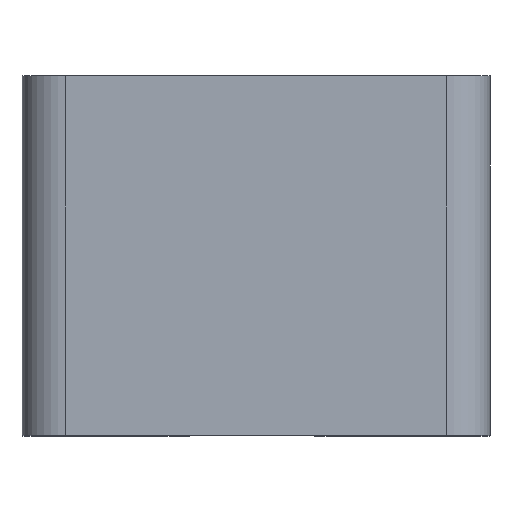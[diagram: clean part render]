
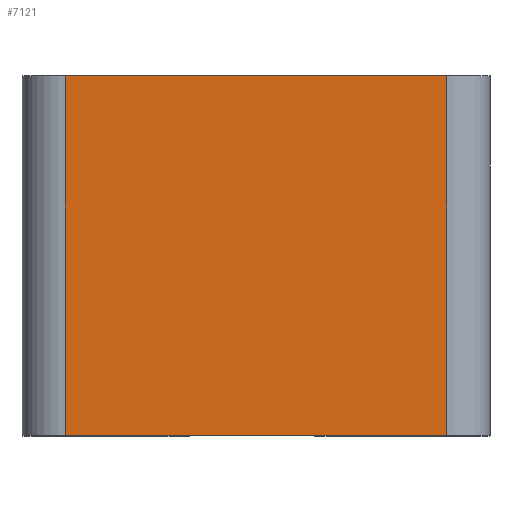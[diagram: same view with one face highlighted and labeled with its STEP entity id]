
A CAD part, top view. The second image highlights one B-rep face of the part: STEP entity #7121.
In plain terms, the highlighted planar face has unit normal (0, 0, 1).
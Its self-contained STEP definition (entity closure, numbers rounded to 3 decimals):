
#1017=FACE_OUTER_BOUND('',#1433,.T.);
#1433=EDGE_LOOP('',(#6581,#6582,#6583,#6584));
#1571=LINE('',#8797,#2148);
#2126=LINE('',#14371,#2703);
#2132=LINE('',#14390,#2709);
#2133=LINE('',#14392,#2710);
#2148=VECTOR('',#7522,10.);
#2703=VECTOR('',#8705,10.);
#2709=VECTOR('',#8733,10.);
#2710=VECTOR('',#8736,10.);
#2738=VERTEX_POINT('',#8794);
#2739=VERTEX_POINT('',#8796);
#3408=VERTEX_POINT('',#14368);
#3409=VERTEX_POINT('',#14370);
#3439=EDGE_CURVE('',#2739,#2738,#1571,.T.);
#4460=EDGE_CURVE('',#3408,#3409,#2126,.T.);
#4469=EDGE_CURVE('',#2738,#3409,#2132,.T.);
#4470=EDGE_CURVE('',#2739,#3408,#2133,.T.);
#6581=ORIENTED_EDGE('',*,*,#3439,.T.);
#6582=ORIENTED_EDGE('',*,*,#4469,.T.);
#6583=ORIENTED_EDGE('',*,*,#4460,.F.);
#6584=ORIENTED_EDGE('',*,*,#4470,.F.);
#6741=PLANE('',#7476);
#7121=ADVANCED_FACE('',(#1017),#6741,.T.);
#7476=AXIS2_PLACEMENT_3D('',#14391,#8734,#8735);
#7522=DIRECTION('',(1.,0.,0.));
#8705=DIRECTION('',(1.,0.,0.));
#8733=DIRECTION('',(0.,1.,0.));
#8734=DIRECTION('center_axis',(0.,0.,1.));
#8735=DIRECTION('ref_axis',(1.,0.,0.));
#8736=DIRECTION('',(0.,1.,0.));
#8794=CARTESIAN_POINT('',(22.,0.,27.));
#8796=CARTESIAN_POINT('',(-22.,0.,27.));
#8797=CARTESIAN_POINT('',(-22.,0.,27.));
#14368=CARTESIAN_POINT('',(-22.,41.5,27.));
#14370=CARTESIAN_POINT('',(22.,41.5,27.));
#14371=CARTESIAN_POINT('',(-22.,41.5,27.));
#14390=CARTESIAN_POINT('',(22.,0.,27.));
#14391=CARTESIAN_POINT('Origin',(-22.,0.,27.));
#14392=CARTESIAN_POINT('',(-22.,0.,27.));
